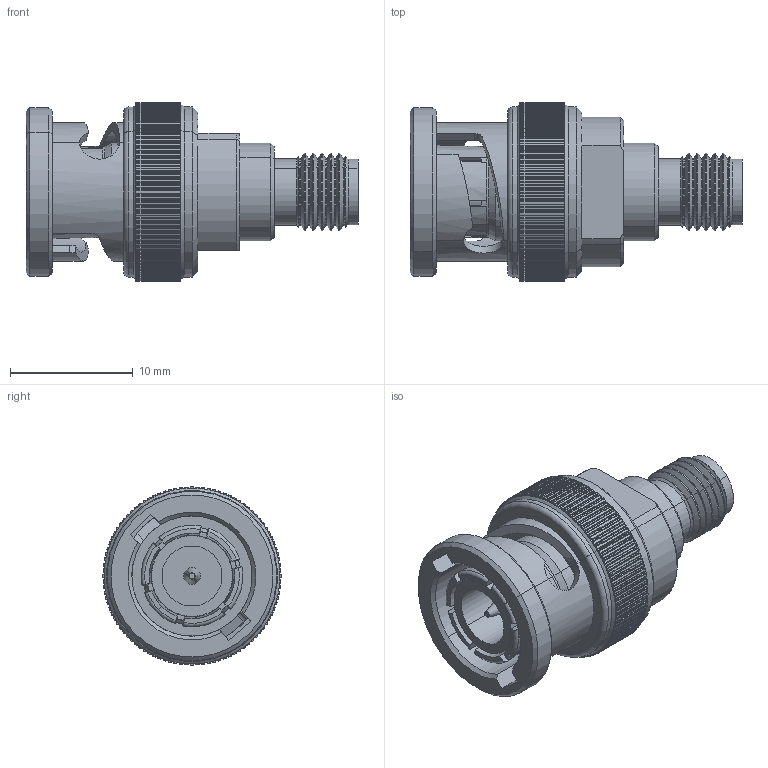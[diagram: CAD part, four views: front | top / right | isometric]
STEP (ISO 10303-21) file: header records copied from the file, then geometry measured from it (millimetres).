
FILE_DESCRIPTION (( 'STEP AP203' ), '1' );
FILE_NAME ('FMAD1287_3D.STEP', '2022-03-18T22:23:03', ( '' ), ( '' ), 'SwSTEP 2.0', 'SolidWorks 2021', '' );
FILE_SCHEMA (( 'CONFIG_CONTROL_DESIGN' ));
Products named in the file (1): FMAD1287_3D
Bounding box: 27.02 x 14.5 x 14.5 mm (x, y, z)
Volume: 2059.8 mm3; surface area: 2156.8 mm2
Topology: 1 solids, 2 shells, 2238 faces, 5693 edges, 3325 vertices
Faces by surface type: plane 985, cylinder 776, cone 468, torus 9
Entity records: 68390 total; most frequent: CARTESIAN_POINT 14102, DIRECTION 11814, ORIENTED_EDGE 11382, EDGE_CURVE 5691, AXIS2_PLACEMENT_3D 4728, VERTEX_POINT 3325, CIRCLE 2489, EDGE_LOOP 2376
